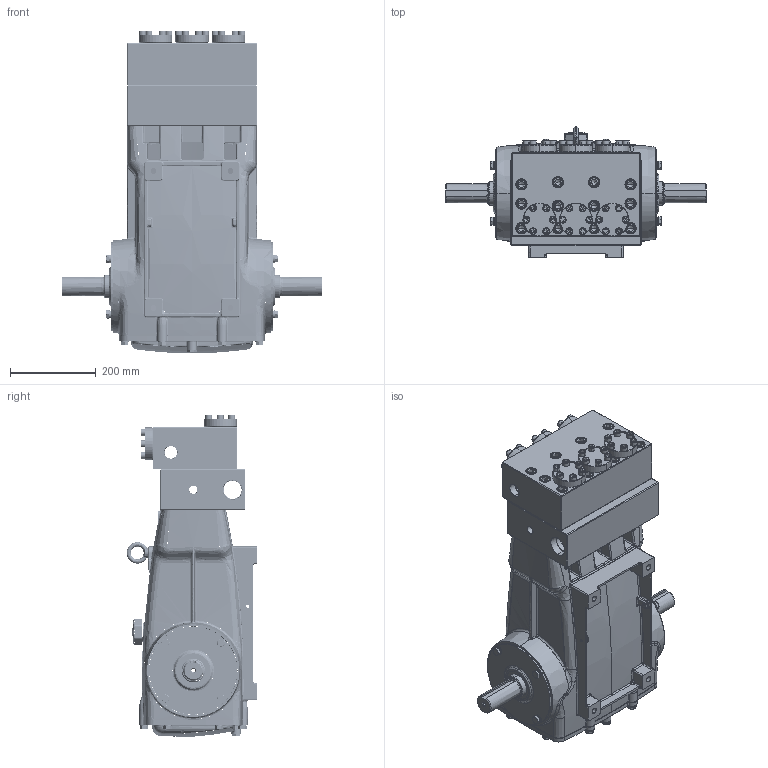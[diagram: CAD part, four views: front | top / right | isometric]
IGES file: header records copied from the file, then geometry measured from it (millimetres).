
Start section: SolidWorks IGES file using analytic representation for surfaces
Global section: file name: 6831K.IGS; native system: SolidWorks 2021; preprocessor: SolidWorks 2021; author: SAL; date: 220602.082034; units: inch
Bounding box: 610 x 305.98 x 753.96 mm (x, y, z)
Surface area: 1463039.3 mm2 (no closed solid volume)
Topology: 0 solids, 0 shells, 1830 faces, 27718 edges, 27600 vertices
Faces by surface type: bspline 1106, revolution 724
